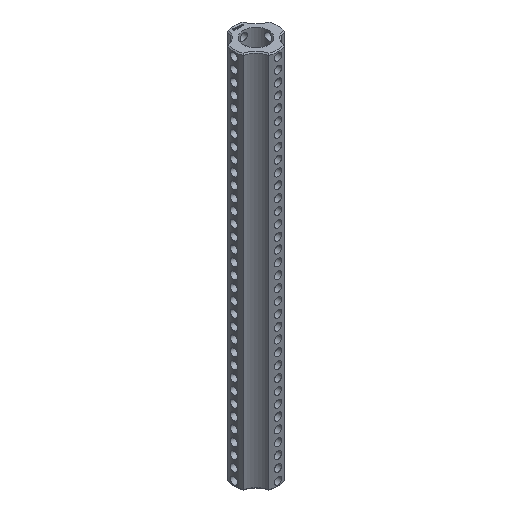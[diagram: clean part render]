
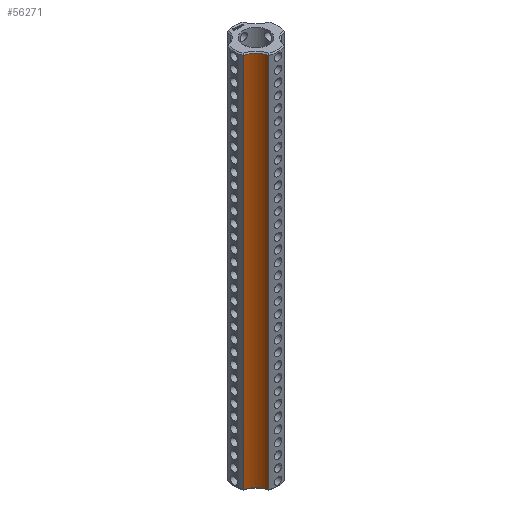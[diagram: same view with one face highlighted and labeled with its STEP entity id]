
A CAD part, isometric view. The second image highlights one B-rep face of the part: STEP entity #56271.
In plain terms, the highlighted cylindrical face has radius 5 mm (diameter 10 mm), a partial arc.
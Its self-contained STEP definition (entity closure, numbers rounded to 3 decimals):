
#7363 = CYLINDRICAL_SURFACE('',#7364,6.25);
#7364 = AXIS2_PLACEMENT_3D('',#7365,#7366,#7367);
#7365 = CARTESIAN_POINT('',(0.,0.,0.));
#7366 = DIRECTION('',(-0.,-0.,-1.));
#7367 = DIRECTION('',(1.,0.,0.));
#16127 = EDGE_CURVE('',#16128,#16130,#16132,.T.);
#16128 = VERTEX_POINT('',#16129);
#16129 = CARTESIAN_POINT('',(-2.225,-5.841,0.3));
#16130 = VERTEX_POINT('',#16131);
#16131 = CARTESIAN_POINT('',(-2.225,-5.841,105.95));
#16132 = SURFACE_CURVE('',#16133,(#16137,#16144),.PCURVE_S1.);
#16133 = LINE('',#16134,#16135);
#16134 = CARTESIAN_POINT('',(-2.225,-5.841,0.));
#16135 = VECTOR('',#16136,1.);
#16136 = DIRECTION('',(0.,0.,1.));
#16137 = PCURVE('',#7363,#16138);
#16138 = DEFINITIONAL_REPRESENTATION('',(#16139),#16143);
#16139 = LINE('',#16140,#16141);
#16140 = CARTESIAN_POINT('',(-4.348,0.));
#16141 = VECTOR('',#16142,1.);
#16142 = DIRECTION('',(-0.,-1.));
#16143 = ( GEOMETRIC_REPRESENTATION_CONTEXT(2) 
PARAMETRIC_REPRESENTATION_CONTEXT() REPRESENTATION_CONTEXT('2D SPACE',''
  ) );
#16144 = PCURVE('',#16145,#16150);
#16145 = CYLINDRICAL_SURFACE('',#16146,5.);
#16146 = AXIS2_PLACEMENT_3D('',#16147,#16148,#16149);
#16147 = CARTESIAN_POINT('',(-7.071,-7.071,0.));
#16148 = DIRECTION('',(-0.,-0.,-1.));
#16149 = DIRECTION('',(1.,0.,0.));
#16150 = DEFINITIONAL_REPRESENTATION('',(#16151),#16155);
#16151 = LINE('',#16152,#16153);
#16152 = CARTESIAN_POINT('',(-0.249,0.));
#16153 = VECTOR('',#16154,1.);
#16154 = DIRECTION('',(-0.,-1.));
#16155 = ( GEOMETRIC_REPRESENTATION_CONTEXT(2) 
PARAMETRIC_REPRESENTATION_CONTEXT() REPRESENTATION_CONTEXT('2D SPACE',''
  ) );
#21964 = CONICAL_SURFACE('',#21965,5.,0.785);
#21965 = AXIS2_PLACEMENT_3D('',#21966,#21967,#21968);
#21966 = CARTESIAN_POINT('',(-7.071,-7.071,0.3));
#21967 = DIRECTION('',(-0.,-0.,-1.));
#21968 = DIRECTION('',(0.969,0.246,0.));
#22166 = CONICAL_SURFACE('',#22167,5.,0.785);
#22167 = AXIS2_PLACEMENT_3D('',#22168,#22169,#22170);
#22168 = CARTESIAN_POINT('',(-7.071,-7.071,105.95));
#22169 = DIRECTION('',(0.,0.,1.));
#22170 = DIRECTION('',(0.969,0.246,0.));
#56271 = ADVANCED_FACE('',(#56272),#16145,.F.);
#56272 = FACE_BOUND('',#56273,.T.);
#56273 = EDGE_LOOP('',(#56274,#56275,#56299,#56327));
#56274 = ORIENTED_EDGE('',*,*,#16127,.T.);
#56275 = ORIENTED_EDGE('',*,*,#56276,.T.);
#56276 = EDGE_CURVE('',#16130,#56277,#56279,.T.);
#56277 = VERTEX_POINT('',#56278);
#56278 = CARTESIAN_POINT('',(-5.841,-2.225,105.95));
#56279 = SURFACE_CURVE('',#56280,(#56285,#56292),.PCURVE_S1.);
#56280 = CIRCLE('',#56281,5.);
#56281 = AXIS2_PLACEMENT_3D('',#56282,#56283,#56284);
#56282 = CARTESIAN_POINT('',(-7.071,-7.071,105.95));
#56283 = DIRECTION('',(0.,-0.,1.));
#56284 = DIRECTION('',(0.969,0.246,0.));
#56285 = PCURVE('',#16145,#56286);
#56286 = DEFINITIONAL_REPRESENTATION('',(#56287),#56291);
#56287 = LINE('',#56288,#56289);
#56288 = CARTESIAN_POINT('',(-0.249,-105.95));
#56289 = VECTOR('',#56290,1.);
#56290 = DIRECTION('',(-1.,0.));
#56291 = ( GEOMETRIC_REPRESENTATION_CONTEXT(2) 
PARAMETRIC_REPRESENTATION_CONTEXT() REPRESENTATION_CONTEXT('2D SPACE',''
  ) );
#56292 = PCURVE('',#22166,#56293);
#56293 = DEFINITIONAL_REPRESENTATION('',(#56294),#56298);
#56294 = LINE('',#56295,#56296);
#56295 = CARTESIAN_POINT('',(0.,0.));
#56296 = VECTOR('',#56297,1.);
#56297 = DIRECTION('',(1.,0.));
#56298 = ( GEOMETRIC_REPRESENTATION_CONTEXT(2) 
PARAMETRIC_REPRESENTATION_CONTEXT() REPRESENTATION_CONTEXT('2D SPACE',''
  ) );
#56299 = ORIENTED_EDGE('',*,*,#56300,.F.);
#56300 = EDGE_CURVE('',#56301,#56277,#56303,.T.);
#56301 = VERTEX_POINT('',#56302);
#56302 = CARTESIAN_POINT('',(-5.841,-2.225,0.3));
#56303 = SURFACE_CURVE('',#56304,(#56308,#56315),.PCURVE_S1.);
#56304 = LINE('',#56305,#56306);
#56305 = CARTESIAN_POINT('',(-5.841,-2.225,0.));
#56306 = VECTOR('',#56307,1.);
#56307 = DIRECTION('',(0.,0.,1.));
#56308 = PCURVE('',#16145,#56309);
#56309 = DEFINITIONAL_REPRESENTATION('',(#56310),#56314);
#56310 = LINE('',#56311,#56312);
#56311 = CARTESIAN_POINT('',(-1.322,0.));
#56312 = VECTOR('',#56313,1.);
#56313 = DIRECTION('',(-0.,-1.));
#56314 = ( GEOMETRIC_REPRESENTATION_CONTEXT(2) 
PARAMETRIC_REPRESENTATION_CONTEXT() REPRESENTATION_CONTEXT('2D SPACE',''
  ) );
#56315 = PCURVE('',#56316,#56321);
#56316 = CYLINDRICAL_SURFACE('',#56317,6.25);
#56317 = AXIS2_PLACEMENT_3D('',#56318,#56319,#56320);
#56318 = CARTESIAN_POINT('',(0.,0.,0.));
#56319 = DIRECTION('',(-0.,-0.,-1.));
#56320 = DIRECTION('',(1.,0.,0.));
#56321 = DEFINITIONAL_REPRESENTATION('',(#56322),#56326);
#56322 = LINE('',#56323,#56324);
#56323 = CARTESIAN_POINT('',(-3.506,0.));
#56324 = VECTOR('',#56325,1.);
#56325 = DIRECTION('',(-0.,-1.));
#56326 = ( GEOMETRIC_REPRESENTATION_CONTEXT(2) 
PARAMETRIC_REPRESENTATION_CONTEXT() REPRESENTATION_CONTEXT('2D SPACE',''
  ) );
#56327 = ORIENTED_EDGE('',*,*,#56328,.F.);
#56328 = EDGE_CURVE('',#16128,#56301,#56329,.T.);
#56329 = SURFACE_CURVE('',#56330,(#56335,#56342),.PCURVE_S1.);
#56330 = CIRCLE('',#56331,5.);
#56331 = AXIS2_PLACEMENT_3D('',#56332,#56333,#56334);
#56332 = CARTESIAN_POINT('',(-7.071,-7.071,0.3));
#56333 = DIRECTION('',(0.,-0.,1.));
#56334 = DIRECTION('',(0.969,0.246,0.));
#56335 = PCURVE('',#16145,#56336);
#56336 = DEFINITIONAL_REPRESENTATION('',(#56337),#56341);
#56337 = LINE('',#56338,#56339);
#56338 = CARTESIAN_POINT('',(-0.249,-0.3));
#56339 = VECTOR('',#56340,1.);
#56340 = DIRECTION('',(-1.,0.));
#56341 = ( GEOMETRIC_REPRESENTATION_CONTEXT(2) 
PARAMETRIC_REPRESENTATION_CONTEXT() REPRESENTATION_CONTEXT('2D SPACE',''
  ) );
#56342 = PCURVE('',#21964,#56343);
#56343 = DEFINITIONAL_REPRESENTATION('',(#56344),#56348);
#56344 = LINE('',#56345,#56346);
#56345 = CARTESIAN_POINT('',(-0.,0.));
#56346 = VECTOR('',#56347,1.);
#56347 = DIRECTION('',(-1.,0.));
#56348 = ( GEOMETRIC_REPRESENTATION_CONTEXT(2) 
PARAMETRIC_REPRESENTATION_CONTEXT() REPRESENTATION_CONTEXT('2D SPACE',''
  ) );
